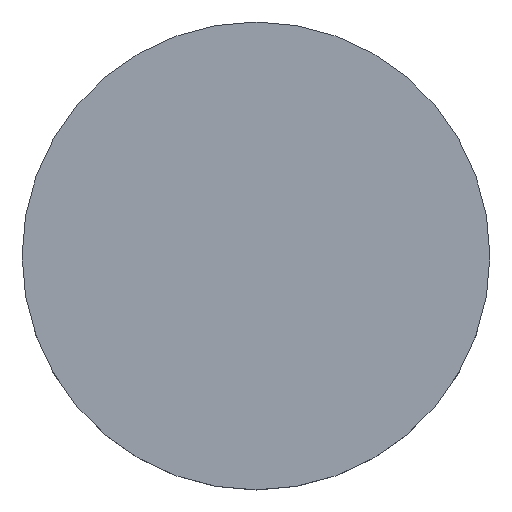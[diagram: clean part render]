
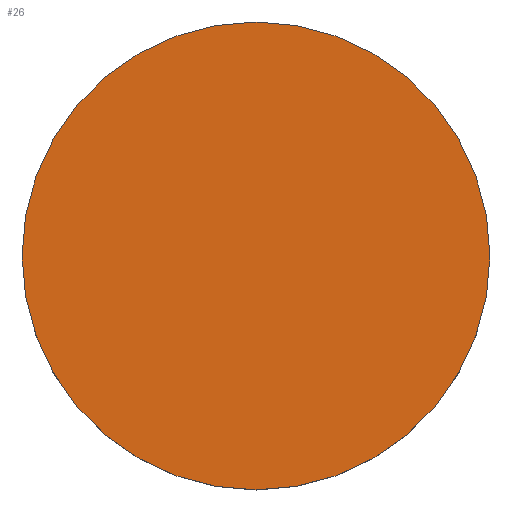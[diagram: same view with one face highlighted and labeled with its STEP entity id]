
A CAD part, top view. The second image highlights one B-rep face of the part: STEP entity #26.
In plain terms, the highlighted planar face has unit normal (0, 0, 1).
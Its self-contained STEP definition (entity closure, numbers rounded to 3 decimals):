
#7 = VERTEX_POINT ( 'NONE', #162 ) ;
#21 = DIRECTION ( 'NONE',  ( 1., 0., 0. ) ) ;
#26 = ADVANCED_FACE ( 'NONE', ( #47 ), #196, .T. ) ;
#30 = DIRECTION ( 'NONE',  ( 0., 0., 1. ) ) ;
#34 = CARTESIAN_POINT ( 'NONE',  ( 12.7, 0., 3.8 ) ) ;
#39 = AXIS2_PLACEMENT_3D ( 'NONE', #137, #115, #21 ) ;
#43 = EDGE_LOOP ( 'NONE', ( #226, #161 ) ) ;
#47 = FACE_OUTER_BOUND ( 'NONE', #43, .T. ) ;
#76 = DIRECTION ( 'NONE',  ( 1., 0., 0. ) ) ;
#87 = DIRECTION ( 'NONE',  ( 0., 0., -1. ) ) ;
#115 = DIRECTION ( 'NONE',  ( 0., 0., -1. ) ) ;
#125 = VERTEX_POINT ( 'NONE', #34 ) ;
#132 = EDGE_CURVE ( 'NONE', #7, #125, #232, .T. ) ;
#137 = CARTESIAN_POINT ( 'NONE',  ( 0., 0., 3.8 ) ) ;
#160 = DIRECTION ( 'NONE',  ( 1., 0., 0. ) ) ;
#161 = ORIENTED_EDGE ( 'NONE', *, *, #132, .F. ) ;
#162 = CARTESIAN_POINT ( 'NONE',  ( -12.7, 0., 3.8 ) ) ;
#196 = PLANE ( 'NONE',  #231 ) ;
#198 = CIRCLE ( 'NONE', #39, 12.7 ) ;
#199 = CARTESIAN_POINT ( 'NONE',  ( 0., 0., 3.8 ) ) ;
#214 = EDGE_CURVE ( 'NONE', #125, #7, #198, .T. ) ;
#225 = AXIS2_PLACEMENT_3D ( 'NONE', #199, #87, #76 ) ;
#226 = ORIENTED_EDGE ( 'NONE', *, *, #214, .F. ) ;
#231 = AXIS2_PLACEMENT_3D ( 'NONE', #233, #30, #160 ) ;
#232 = CIRCLE ( 'NONE', #225, 12.7 ) ;
#233 = CARTESIAN_POINT ( 'NONE',  ( 0., 26.112, 3.8 ) ) ;
